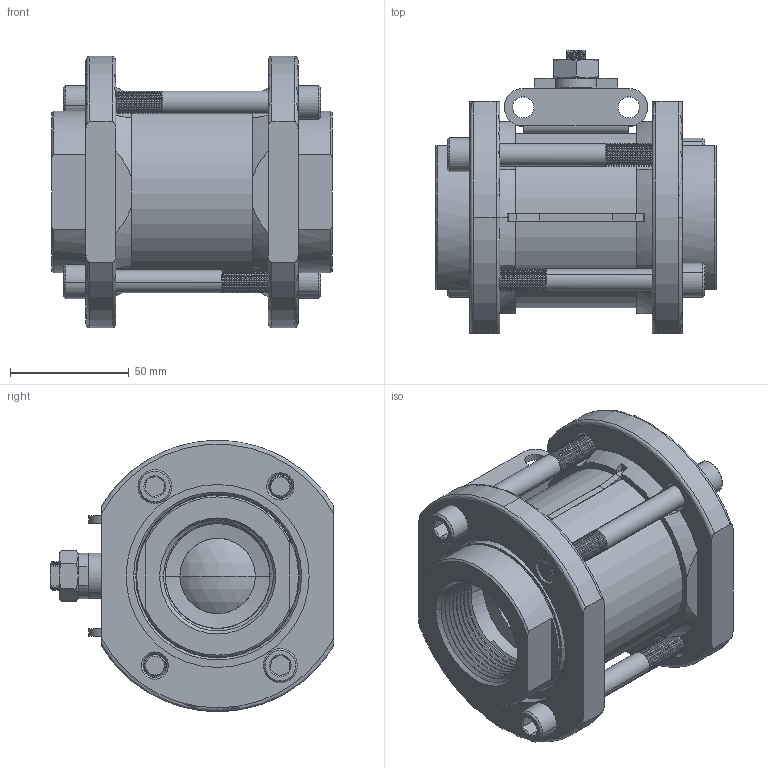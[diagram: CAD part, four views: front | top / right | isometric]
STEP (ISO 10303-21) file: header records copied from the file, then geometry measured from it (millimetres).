
FILE_DESCRIPTION (( 'STEP AP203' ), '1' );
FILE_NAME ('22XXSESZ.step', '2018-03-15T17:19:50', ( '' ), ( '' ), 'SwSTEP 2.0', 'SolidWorks 2017', '' );
FILE_SCHEMA (( 'CONFIG_CONTROL_DESIGN' ));
Products named in the file (1): 22XXSESZ
Bounding box: 118.11 x 119.08 x 114.05 mm (x, y, z)
Volume: 512447.3 mm3; surface area: 177395.1 mm2
Topology: 24 solids, 24 shells, 1300 faces, 3454 edges, 2230 vertices
Faces by surface type: cylinder 760, cone 201, plane 191, bspline 118, torus 28, sphere 2
Entity records: 141650 total; most frequent: CARTESIAN_POINT 113370, ORIENTED_EDGE 6900, DIRECTION 4916, EDGE_CURVE 3450, VERTEX_POINT 2228, AXIS2_PLACEMENT_3D 1870, EDGE_LOOP 1394, ADVANCED_FACE 1300
